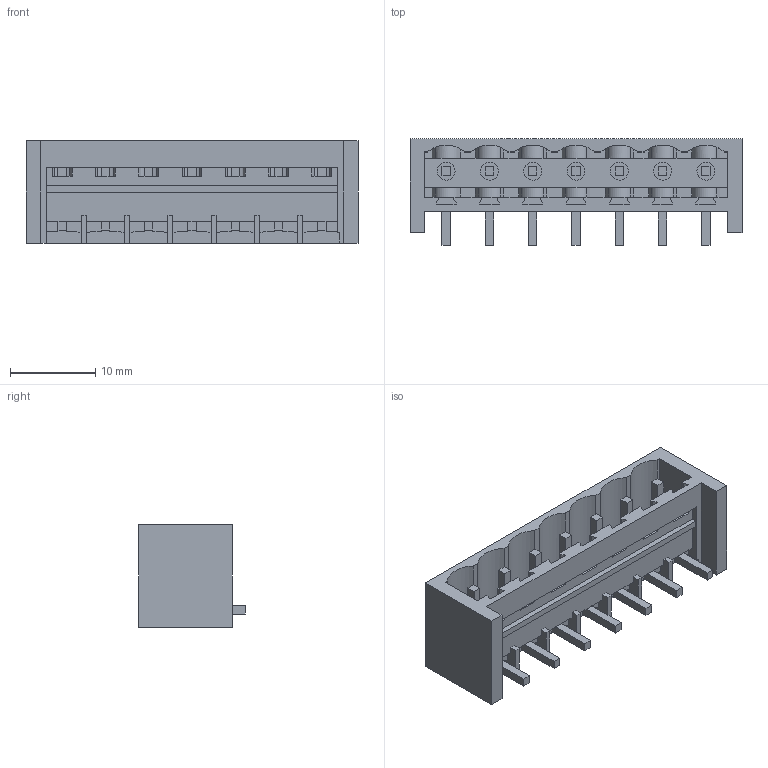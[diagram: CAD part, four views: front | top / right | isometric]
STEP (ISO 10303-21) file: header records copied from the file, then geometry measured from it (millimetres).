
FILE_DESCRIPTION(('CATIA V5 STEP Exchange','CAx-IF Rec.Pracs.--- Model Styling and Organization---1.2---2011-12-15'),'2;1');
FILE_NAME ('D1458288_0', '2017-07-10T14:01:39+00:00', ('none'), ('Weidmueller'), 'CATIA Version 5-6 Release 2014', 'CATIA V5 STEP AP214', 'none');
FILE_SCHEMA(('AUTOMOTIVE_DESIGN { 1 0 10303 214 1 1 1 1 }'));
Length unit declared in the file: millimetre
Products named in the file (1): 1877640000
Bounding box: 38.96 x 12.5 x 12 mm (x, y, z)
Volume: 1752.5 mm3; surface area: 3840.2 mm2
Topology: 8 solids, 8 shells, 399 faces, 1243 edges, 848 vertices
Faces by surface type: plane 336, cylinder 63
Entity records: 12796 total; most frequent: ORIENTED_EDGE 2486, CARTESIAN_POINT 2418, DIRECTION 1636, EDGE_CURVE 1243, VECTOR 1067, LINE 1067, VERTEX_POINT 848, EDGE_LOOP 415
